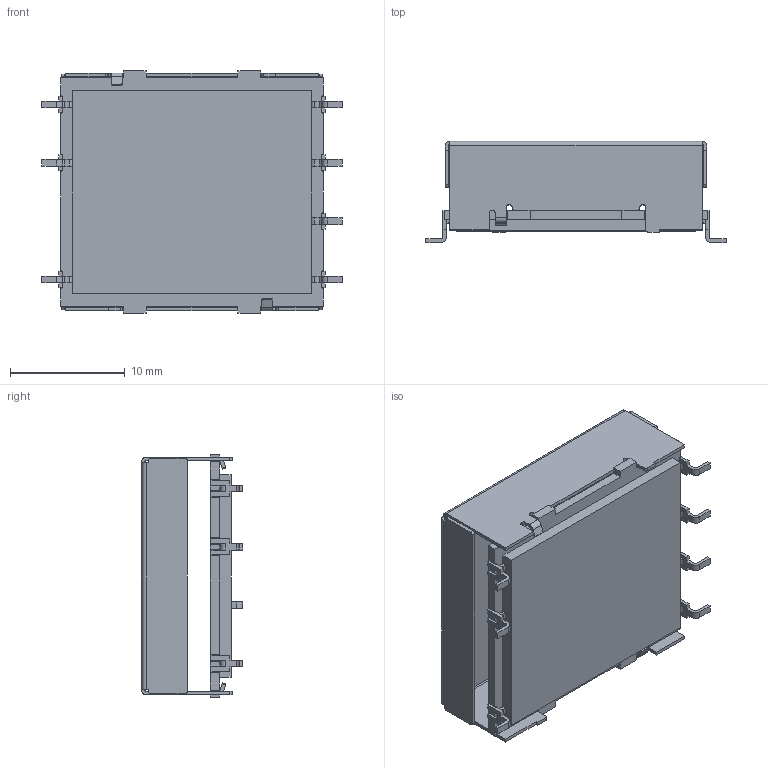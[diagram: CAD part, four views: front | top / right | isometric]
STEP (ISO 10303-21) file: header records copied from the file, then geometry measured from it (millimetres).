
FILE_DESCRIPTION (( 'STEP AP214' ), '1' );
FILE_NAME ('CC6-0503SR-E.STEP', '2021-09-03T06:37:17', ( '' ), ( '' ), 'SwSTEP 2.0', 'SolidWorks 2017', '' );
FILE_SCHEMA (( 'AUTOMOTIVE_DESIGN' ));
Length unit declared in the file: millimetre
Products named in the file (1): CC6-0503SR-E
Bounding box: 26.16 x 8.8 x 21.1 mm (x, y, z)
Volume: 1009.9 mm3; surface area: 3739.2 mm2
Topology: 10 solids, 10 shells, 420 faces, 1178 edges, 778 vertices
Faces by surface type: plane 282, cylinder 138
Entity records: 13639 total; most frequent: CARTESIAN_POINT 2377, ORIENTED_EDGE 2356, DIRECTION 2310, EDGE_CURVE 1178, LINE 888, VECTOR 888, VERTEX_POINT 778, AXIS2_PLACEMENT_3D 711
